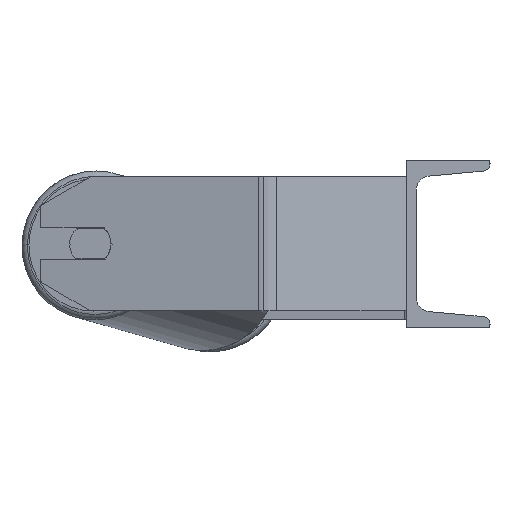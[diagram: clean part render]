
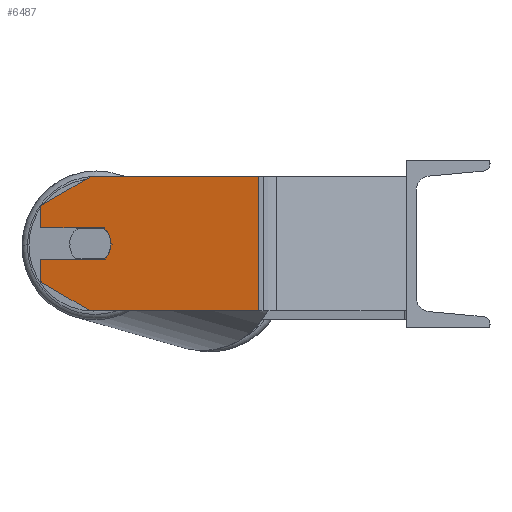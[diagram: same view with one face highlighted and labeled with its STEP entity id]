
A CAD part, left-side view. The second image highlights one B-rep face of the part: STEP entity #6487.
In plain terms, the highlighted planar face has unit normal (-0.985, 0.174, 0).
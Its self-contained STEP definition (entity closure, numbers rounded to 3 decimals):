
#90 = EDGE_LOOP ( 'NONE', ( #4918, #4518, #2470, #3131, #5211, #9084, #6914, #4740, #3687, #7812, #7655 ) ) ;
#152 = EDGE_CURVE ( 'NONE', #2669, #452, #7361, .T. ) ;
#188 = EDGE_CURVE ( 'NONE', #2669, #3359, #1228, .T. ) ;
#203 = CARTESIAN_POINT ( 'NONE',  ( -613.864, 188.653, 40. ) ) ;
#223 = LINE ( 'NONE', #7981, #7418 ) ;
#277 = AXIS2_PLACEMENT_3D ( 'NONE', #5273, #4530, #5229 ) ;
#291 = EDGE_CURVE ( 'NONE', #7055, #3562, #223, .T. ) ;
#452 = VERTEX_POINT ( 'NONE', #8728 ) ;
#503 = CARTESIAN_POINT ( 'NONE',  ( -608.655, 218.198, 9.5 ) ) ;
#534 = CARTESIAN_POINT ( 'NONE',  ( -608.655, 218.198, 9.5 ) ) ;
#543 = VERTEX_POINT ( 'NONE', #9002 ) ;
#620 = DIRECTION ( 'NONE',  ( 0., 0., -1. ) ) ;
#923 = EDGE_CURVE ( 'NONE', #1725, #543, #1887, .T. ) ;
#987 = VERTEX_POINT ( 'NONE', #7004 ) ;
#1053 = CARTESIAN_POINT ( 'NONE',  ( -615.275, 180.653, -9.5 ) ) ;
#1228 = LINE ( 'NONE', #4775, #7717 ) ;
#1266 = CARTESIAN_POINT ( 'NONE',  ( -608.655, 218.198, 40. ) ) ;
#1453 = VECTOR ( 'NONE', #5608, 1000. ) ;
#1547 = DIRECTION ( 'NONE',  ( -0.174, -0.985, 0. ) ) ;
#1725 = VERTEX_POINT ( 'NONE', #6845 ) ;
#1887 = LINE ( 'NONE', #8757, #4625 ) ;
#2470 = ORIENTED_EDGE ( 'NONE', *, *, #923, .T. ) ;
#2615 = LINE ( 'NONE', #5427, #3940 ) ;
#2669 = VERTEX_POINT ( 'NONE', #6541 ) ;
#2771 = DIRECTION ( 'NONE',  ( -0.15, -0.853, -0.5 ) ) ;
#2911 = VERTEX_POINT ( 'NONE', #5610 ) ;
#3131 = ORIENTED_EDGE ( 'NONE', *, *, #5549, .F. ) ;
#3359 = VERTEX_POINT ( 'NONE', #9053 ) ;
#3365 = LINE ( 'NONE', #8355, #5022 ) ;
#3432 = DIRECTION ( 'NONE',  ( -0.174, -0.985, 0. ) ) ;
#3562 = VERTEX_POINT ( 'NONE', #503 ) ;
#3650 = VECTOR ( 'NONE', #620, 1000. ) ;
#3687 = ORIENTED_EDGE ( 'NONE', *, *, #5135, .F. ) ;
#3752 = EDGE_CURVE ( 'NONE', #3359, #1725, #3365, .T. ) ;
#3797 = PLANE ( 'NONE',  #277 ) ;
#3810 = VECTOR ( 'NONE', #3432, 1000. ) ;
#3845 = FACE_OUTER_BOUND ( 'NONE', #90, .T. ) ;
#3940 = VECTOR ( 'NONE', #8252, 1000. ) ;
#4073 = LINE ( 'NONE', #1266, #3810 ) ;
#4518 = ORIENTED_EDGE ( 'NONE', *, *, #3752, .T. ) ;
#4530 = DIRECTION ( 'NONE',  ( 0.985, -0.174, 0. ) ) ;
#4625 = VECTOR ( 'NONE', #5986, 1000. ) ;
#4740 = ORIENTED_EDGE ( 'NONE', *, *, #6208, .F. ) ;
#4775 = CARTESIAN_POINT ( 'NONE',  ( -608.655, 218.198, 40. ) ) ;
#4846 = VERTEX_POINT ( 'NONE', #4927 ) ;
#4918 = ORIENTED_EDGE ( 'NONE', *, *, #188, .T. ) ;
#4927 = CARTESIAN_POINT ( 'NONE',  ( -631.582, 88.17, 40. ) ) ;
#5022 = VECTOR ( 'NONE', #2771, 1000. ) ;
#5086 = EDGE_CURVE ( 'NONE', #6250, #7055, #2615, .T. ) ;
#5135 = EDGE_CURVE ( 'NONE', #987, #2911, #8220, .T. ) ;
#5211 = ORIENTED_EDGE ( 'NONE', *, *, #6577, .F. ) ;
#5229 = DIRECTION ( 'NONE',  ( 0.174, 0.985, 0. ) ) ;
#5273 = CARTESIAN_POINT ( 'NONE',  ( -608.655, 218.198, 40. ) ) ;
#5427 = CARTESIAN_POINT ( 'NONE',  ( -608.655, 218.198, 22.679 ) ) ;
#5452 = CARTESIAN_POINT ( 'NONE',  ( -608.655, 218.198, 22.679 ) ) ;
#5521 = DIRECTION ( 'NONE',  ( -0.174, -0.985, 0. ) ) ;
#5549 = EDGE_CURVE ( 'NONE', #4846, #543, #5603, .T. ) ;
#5603 = LINE ( 'NONE', #8288, #3650 ) ;
#5608 = DIRECTION ( 'NONE',  ( 0.174, 0.985, 0. ) ) ;
#5610 = CARTESIAN_POINT ( 'NONE',  ( -615.275, 180.653, 9.5 ) ) ;
#5742 = CARTESIAN_POINT ( 'NONE',  ( -613.864, 188.653, 0. ) ) ;
#5986 = DIRECTION ( 'NONE',  ( -0.174, -0.985, 0. ) ) ;
#6208 = EDGE_CURVE ( 'NONE', #2911, #3562, #6860, .T. ) ;
#6250 = VERTEX_POINT ( 'NONE', #203 ) ;
#6393 = EDGE_CURVE ( 'NONE', #452, #987, #8966, .T. ) ;
#6487 = ADVANCED_FACE ( 'NONE', ( #3845 ), #3797, .F. ) ;
#6541 = CARTESIAN_POINT ( 'NONE',  ( -608.655, 218.198, -9.5 ) ) ;
#6577 = EDGE_CURVE ( 'NONE', #6250, #4846, #4073, .T. ) ;
#6845 = CARTESIAN_POINT ( 'NONE',  ( -613.864, 188.653, -40. ) ) ;
#6860 = LINE ( 'NONE', #534, #1453 ) ;
#6914 = ORIENTED_EDGE ( 'NONE', *, *, #291, .T. ) ;
#7004 = CARTESIAN_POINT ( 'NONE',  ( -616.035, 176.343, 0. ) ) ;
#7046 = DIRECTION ( 'NONE',  ( -0.985, 0.174, 0. ) ) ;
#7055 = VERTEX_POINT ( 'NONE', #5452 ) ;
#7361 = LINE ( 'NONE', #1053, #8161 ) ;
#7418 = VECTOR ( 'NONE', #8627, 1000. ) ;
#7547 = DIRECTION ( 'NONE',  ( 0., 0., -1. ) ) ;
#7592 = DIRECTION ( 'NONE',  ( -0.174, -0.985, 0. ) ) ;
#7598 = CARTESIAN_POINT ( 'NONE',  ( -613.864, 188.653, 0. ) ) ;
#7655 = ORIENTED_EDGE ( 'NONE', *, *, #152, .F. ) ;
#7717 = VECTOR ( 'NONE', #7547, 1000. ) ;
#7812 = ORIENTED_EDGE ( 'NONE', *, *, #6393, .F. ) ;
#7914 = DIRECTION ( 'NONE',  ( -0.985, 0.174, 0. ) ) ;
#7981 = CARTESIAN_POINT ( 'NONE',  ( -608.655, 218.198, 40. ) ) ;
#8161 = VECTOR ( 'NONE', #7592, 1000. ) ;
#8220 = CIRCLE ( 'NONE', #8513, 12.5 ) ;
#8252 = DIRECTION ( 'NONE',  ( 0.15, 0.853, -0.5 ) ) ;
#8288 = CARTESIAN_POINT ( 'NONE',  ( -631.582, 88.17, 40. ) ) ;
#8355 = CARTESIAN_POINT ( 'NONE',  ( -613.864, 188.653, -40. ) ) ;
#8513 = AXIS2_PLACEMENT_3D ( 'NONE', #7598, #7046, #5521 ) ;
#8627 = DIRECTION ( 'NONE',  ( 0., 0., -1. ) ) ;
#8728 = CARTESIAN_POINT ( 'NONE',  ( -615.275, 180.653, -9.5 ) ) ;
#8757 = CARTESIAN_POINT ( 'NONE',  ( -608.655, 218.198, -40. ) ) ;
#8966 = CIRCLE ( 'NONE', #9119, 12.5 ) ;
#9002 = CARTESIAN_POINT ( 'NONE',  ( -631.582, 88.17, -40. ) ) ;
#9053 = CARTESIAN_POINT ( 'NONE',  ( -608.655, 218.198, -22.679 ) ) ;
#9084 = ORIENTED_EDGE ( 'NONE', *, *, #5086, .T. ) ;
#9119 = AXIS2_PLACEMENT_3D ( 'NONE', #5742, #7914, #1547 ) ;
